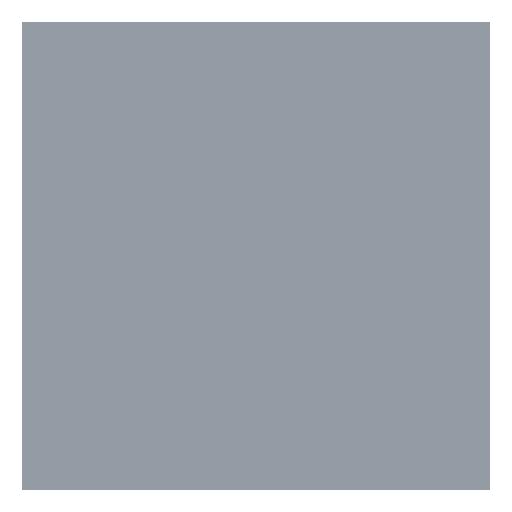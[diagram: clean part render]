
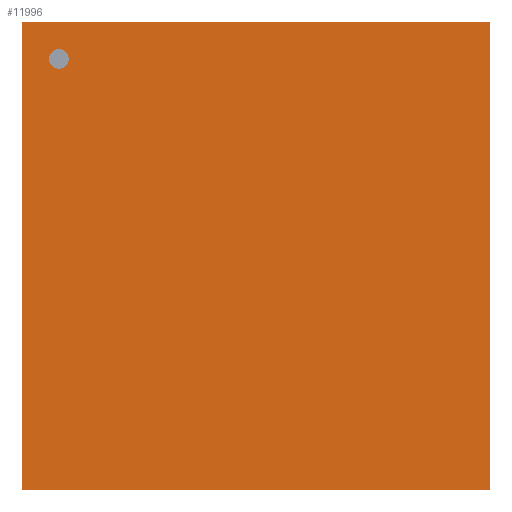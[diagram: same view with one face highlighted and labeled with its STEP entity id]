
A CAD part, top view. The second image highlights one B-rep face of the part: STEP entity #11996.
In plain terms, the highlighted planar face has unit normal (0, 0, 1).
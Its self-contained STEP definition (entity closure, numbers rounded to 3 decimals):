
#15=LINE($,#23359,#27);
#16=LINE($,#23361,#28);
#17=LINE($,#23363,#29);
#18=LINE($,#23364,#30);
#27=VECTOR($,#19677,19.);
#28=VECTOR($,#19678,19.);
#29=VECTOR($,#19679,19.);
#30=VECTOR($,#19680,19.);
#930=FACE_BOUND($,#4567,.T.);
#2702=FACE_OUTER_BOUND($,#4566,.T.);
#4566=EDGE_LOOP($,(#9452,#9453,#9454,#9455));
#4567=EDGE_LOOP($,(#9456));
#5714=CIRCLE($,#15232,0.4);
#6686=VERTEX_POINT($,#23353);
#6687=VERTEX_POINT($,#23357);
#6688=VERTEX_POINT($,#23358);
#6689=VERTEX_POINT($,#23360);
#6690=VERTEX_POINT($,#23362);
#7666=EDGE_CURVE($,#6686,#6686,#5714,.T.);
#7667=EDGE_CURVE($,#6687,#6688,#15,.T.);
#7668=EDGE_CURVE($,#6688,#6689,#16,.T.);
#7669=EDGE_CURVE($,#6689,#6690,#17,.T.);
#7670=EDGE_CURVE($,#6690,#6687,#18,.T.);
#9452=ORIENTED_EDGE($,*,*,#7667,.T.);
#9453=ORIENTED_EDGE($,*,*,#7668,.T.);
#9454=ORIENTED_EDGE($,*,*,#7669,.T.);
#9455=ORIENTED_EDGE($,*,*,#7670,.T.);
#9456=ORIENTED_EDGE($,*,*,#7666,.T.);
#10618=PLANE($,#15234);
#11996=ADVANCED_FACE($,(#2702,#930),#10618,.T.);
#15232=AXIS2_PLACEMENT_3D($,#23354,#19671,#19672);
#15234=AXIS2_PLACEMENT_3D($,#23356,#19675,#19676);
#19671=DIRECTION('center_axis',(0.,0.,-1.));
#19672=DIRECTION('ref_axis',(1.,0.,0.));
#19675=DIRECTION('center_axis',(0.,0.,1.));
#19676=DIRECTION('ref_axis',(0.,-1.,0.));
#19677=DIRECTION($,(1.,0.,0.));
#19678=DIRECTION($,(0.,1.,0.));
#19679=DIRECTION($,(-1.,0.,0.));
#19680=DIRECTION($,(0.,-1.,0.));
#23353=CARTESIAN_POINT('',(-7.6,8.,1.6));
#23354=CARTESIAN_POINT('Origin',(-8.,8.,1.6));
#23356=CARTESIAN_POINT('Origin',(0.,0.,1.6));
#23357=CARTESIAN_POINT('',(-9.5,-9.5,1.6));
#23358=CARTESIAN_POINT('',(9.5,-9.5,1.6));
#23359=CARTESIAN_POINT($,(0.,-9.5,1.6));
#23360=CARTESIAN_POINT('',(9.5,9.5,1.6));
#23361=CARTESIAN_POINT($,(9.5,0.,1.6));
#23362=CARTESIAN_POINT('',(-9.5,9.5,1.6));
#23363=CARTESIAN_POINT($,(0.,9.5,1.6));
#23364=CARTESIAN_POINT($,(-9.5,0.,1.6));
